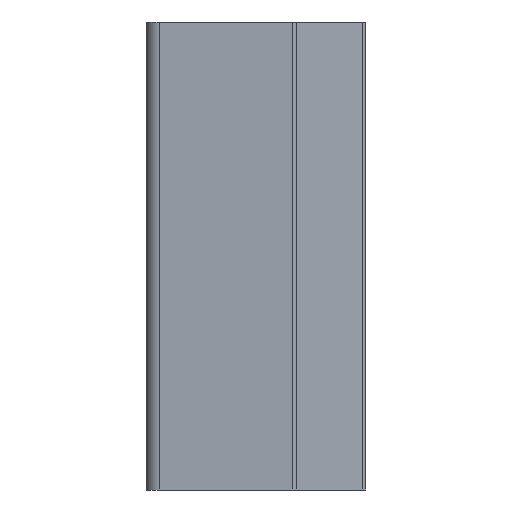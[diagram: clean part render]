
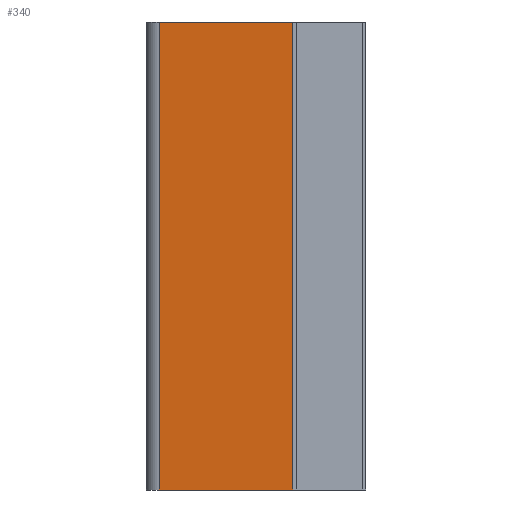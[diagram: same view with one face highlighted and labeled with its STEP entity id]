
A CAD part, left-side view. The second image highlights one B-rep face of the part: STEP entity #340.
In plain terms, the highlighted planar face has unit normal (-0.995, 0.1, 0).
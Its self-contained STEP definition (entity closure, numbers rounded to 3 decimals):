
#111 = DIRECTION ( 'NONE',  ( 0., 0., -1. ) ) ;
#310 = CARTESIAN_POINT ( 'NONE',  ( -1., 0.125, 0.8 ) ) ;
#340 = ADVANCED_FACE ( 'NONE', ( #10765 ), #9080, .T. ) ;
#1252 = EDGE_CURVE ( 'NONE', #4646, #14566, #2862, .T. ) ;
#2505 = VERTEX_POINT ( 'NONE', #14606 ) ;
#2726 = VECTOR ( 'NONE', #21707, 1000. ) ;
#2862 = LINE ( 'NONE', #15758, #3408 ) ;
#3408 = VECTOR ( 'NONE', #15726, 1000. ) ;
#4646 = VERTEX_POINT ( 'NONE', #11792 ) ;
#5280 = AXIS2_PLACEMENT_3D ( 'NONE', #9178, #9029, #8979 ) ;
#6204 = CARTESIAN_POINT ( 'NONE',  ( -0.955, 0.58, 0.8 ) ) ;
#6977 = VECTOR ( 'NONE', #7955, 1000. ) ;
#7955 = DIRECTION ( 'NONE',  ( 0., 0., -1. ) ) ;
#8343 = ORIENTED_EDGE ( 'NONE', *, *, #8852, .T. ) ;
#8642 = EDGE_LOOP ( 'NONE', ( #19881, #11216, #8343, #9419 ) ) ;
#8852 = EDGE_CURVE ( 'NONE', #13004, #2505, #19676, .T. ) ;
#8979 = DIRECTION ( 'NONE',  ( -0.1, -0.995, 0. ) ) ;
#9029 = DIRECTION ( 'NONE',  ( -0.995, 0.1, 0. ) ) ;
#9080 = PLANE ( 'NONE',  #5280 ) ;
#9178 = CARTESIAN_POINT ( 'NONE',  ( -1.029, -0.161, 0.8 ) ) ;
#9419 = ORIENTED_EDGE ( 'NONE', *, *, #21857, .T. ) ;
#10303 = EDGE_CURVE ( 'NONE', #13004, #14566, #20371, .T. ) ;
#10765 = FACE_OUTER_BOUND ( 'NONE', #8642, .T. ) ;
#11216 = ORIENTED_EDGE ( 'NONE', *, *, #10303, .F. ) ;
#11792 = CARTESIAN_POINT ( 'NONE',  ( -0.955, 0.58, -0.8 ) ) ;
#12156 = CARTESIAN_POINT ( 'NONE',  ( -1., 0.125, 0.8 ) ) ;
#13004 = VERTEX_POINT ( 'NONE', #12156 ) ;
#14566 = VERTEX_POINT ( 'NONE', #17783 ) ;
#14606 = CARTESIAN_POINT ( 'NONE',  ( -0.955, 0.58, 0.8 ) ) ;
#15726 = DIRECTION ( 'NONE',  ( -0.1, -0.995, 0. ) ) ;
#15758 = CARTESIAN_POINT ( 'NONE',  ( -1.029, -0.161, -0.8 ) ) ;
#15985 = LINE ( 'NONE', #6204, #6977 ) ;
#16056 = VECTOR ( 'NONE', #111, 1000. ) ;
#17783 = CARTESIAN_POINT ( 'NONE',  ( -1., 0.125, -0.8 ) ) ;
#19676 = LINE ( 'NONE', #21787, #2726 ) ;
#19881 = ORIENTED_EDGE ( 'NONE', *, *, #1252, .T. ) ;
#20371 = LINE ( 'NONE', #310, #16056 ) ;
#21707 = DIRECTION ( 'NONE',  ( 0.1, 0.995, 0. ) ) ;
#21787 = CARTESIAN_POINT ( 'NONE',  ( -1.029, -0.161, 0.8 ) ) ;
#21857 = EDGE_CURVE ( 'NONE', #2505, #4646, #15985, .T. ) ;
